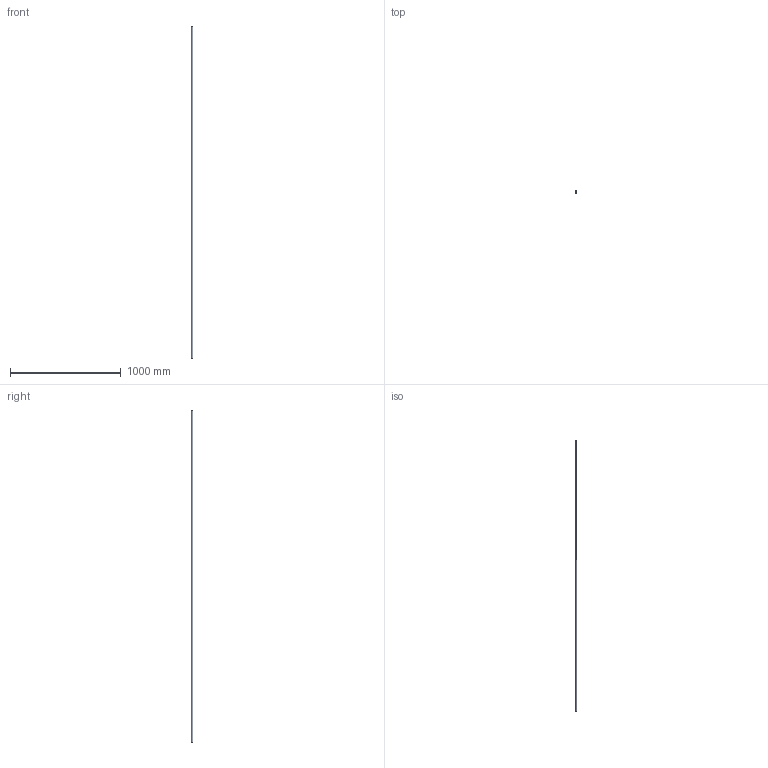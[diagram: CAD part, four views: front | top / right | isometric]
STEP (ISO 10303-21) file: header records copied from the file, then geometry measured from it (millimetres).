
FILE_DESCRIPTION (( 'STEP AP203' ), '1' );
FILE_NAME ('57200-240.step', '2024-04-29T09:32:31', ( '' ), ( '' ), 'SwSTEP 2.0', 'SolidWorks 2018', '' );
FILE_SCHEMA (( 'CONFIG_CONTROL_DESIGN' ));
Length unit declared in the file: millimetre
Products named in the file (1): 57200-240
Bounding box: 14 x 14 x 3000 mm (x, y, z)
Volume: 461813.8 mm3; surface area: 132261.9 mm2
Topology: 1 solids, 1 shells, 268 faces, 725 edges, 476 vertices
Faces by surface type: bspline 127, plane 109, cylinder 32
Full cylindrical faces by diameter (mm): 14 x1
Entity records: 15212 total; most frequent: CARTESIAN_POINT 9637, ORIENTED_EDGE 1408, EDGE_CURVE 704, DIRECTION 675, VERTEX_POINT 470, B_SPLINE_CURVE_WITH_KNOTS 407, EDGE_LOOP 288, FACE_OUTER_BOUND 263
